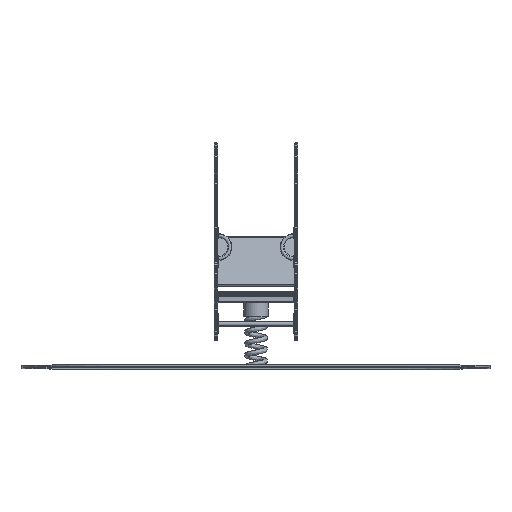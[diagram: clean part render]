
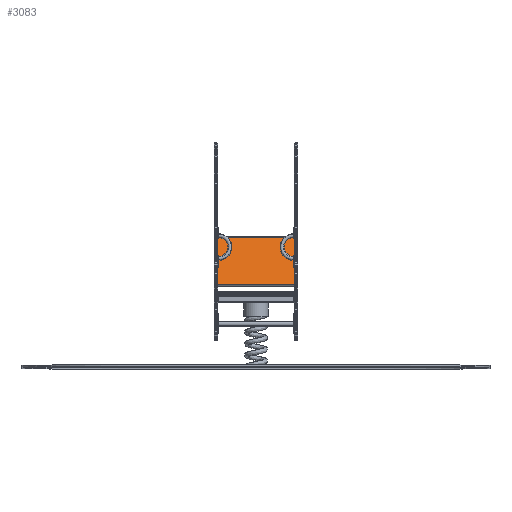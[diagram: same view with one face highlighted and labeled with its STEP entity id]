
A CAD part, top view. The second image highlights one B-rep face of the part: STEP entity #3083.
In plain terms, the highlighted face is planar.
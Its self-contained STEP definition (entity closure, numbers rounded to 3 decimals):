
#3083=ADVANCED_FACE('',(#10347),#10349,.T.);
#10347=FACE_BOUND('',#10348,.T.);
#10348=EDGE_LOOP('',(#21007,#21008,#21009,#21010));
#10349=PLANE('',#10350);
#10350=AXIS2_PLACEMENT_3D('',#10351,#10352,#10353);
#10351=CARTESIAN_POINT('',(0.,0.,0.));
#10352=DIRECTION('',(0.,0.,1.));
#10353=DIRECTION('',(1.,0.,0.));
#21007=ORIENTED_EDGE('',*,*,#21877,.T.);
#21008=ORIENTED_EDGE('',*,*,#21864,.T.);
#21009=ORIENTED_EDGE('',*,*,#21878,.T.);
#21010=ORIENTED_EDGE('',*,*,#21869,.T.);
#21864=EDGE_CURVE('',#22429,#22441,#22443,.T.);
#21869=EDGE_CURVE('',#22452,#22449,#22453,.T.);
#21877=EDGE_CURVE('',#22449,#22429,#22464,.T.);
#21878=EDGE_CURVE('',#22441,#22452,#22465,.T.);
#22429=VERTEX_POINT('',#24302);
#22441=VERTEX_POINT('',#24329);
#22443=LINE('',#24334,#24335);
#22449=VERTEX_POINT('',#24348);
#22452=VERTEX_POINT('',#24354);
#22453=LINE('',#24355,#24356);
#22464=LINE('',#24385,#24386);
#22465=LINE('',#24388,#24389);
#24302=CARTESIAN_POINT('',(418.,6.,0.));
#24329=CARTESIAN_POINT('',(418.,264.,0.));
#24334=CARTESIAN_POINT('',(418.,6.,0.));
#24335=VECTOR('',#24336,1.);
#24336=DIRECTION('',(0.,1.,0.));
#24348=CARTESIAN_POINT('',(2.,6.,0.));
#24354=CARTESIAN_POINT('',(2.,264.,0.));
#24355=CARTESIAN_POINT('',(2.,264.,0.));
#24356=VECTOR('',#24357,1.);
#24357=DIRECTION('',(0.,-1.,0.));
#24385=CARTESIAN_POINT('',(2.,6.,0.));
#24386=VECTOR('',#24387,1.);
#24387=DIRECTION('',(1.,0.,0.));
#24388=CARTESIAN_POINT('',(418.,264.,0.));
#24389=VECTOR('',#24390,1.);
#24390=DIRECTION('',(-1.,0.,0.));
